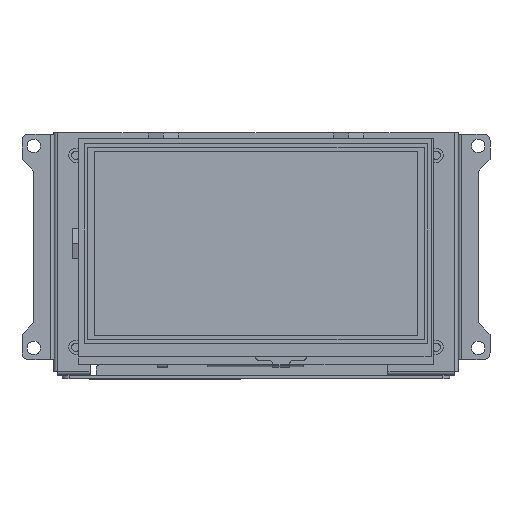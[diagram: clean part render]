
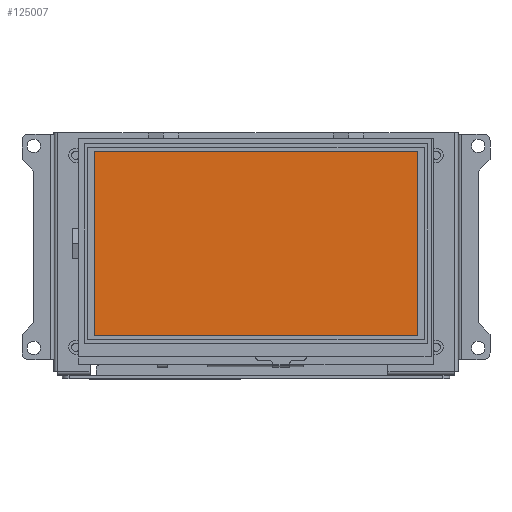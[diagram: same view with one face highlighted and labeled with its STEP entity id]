
A CAD part, top view. The second image highlights one B-rep face of the part: STEP entity #125007.
In plain terms, the highlighted planar face has unit normal (0, 0, 1).
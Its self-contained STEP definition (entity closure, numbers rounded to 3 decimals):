
#3049=PLANE('',#132195);
#10950=FACE_OUTER_BOUND('',#17763,.T.);
#17763=EDGE_LOOP('',(#101382,#101383,#101384,#101385));
#28040=LINE('',#195658,#43065);
#28041=LINE('',#195660,#43066);
#28042=LINE('',#195662,#43067);
#28043=LINE('',#195663,#43068);
#43065=VECTOR('',#151077,10.);
#43066=VECTOR('',#151078,10.);
#43067=VECTOR('',#151079,10.);
#43068=VECTOR('',#151080,10.);
#59428=VERTEX_POINT('',#195656);
#59429=VERTEX_POINT('',#195657);
#59430=VERTEX_POINT('',#195659);
#59431=VERTEX_POINT('',#195661);
#74561=EDGE_CURVE('',#59428,#59429,#28040,.T.);
#74562=EDGE_CURVE('',#59429,#59430,#28041,.T.);
#74563=EDGE_CURVE('',#59430,#59431,#28042,.T.);
#74564=EDGE_CURVE('',#59431,#59428,#28043,.T.);
#101382=ORIENTED_EDGE('',*,*,#74561,.T.);
#101383=ORIENTED_EDGE('',*,*,#74562,.T.);
#101384=ORIENTED_EDGE('',*,*,#74563,.T.);
#101385=ORIENTED_EDGE('',*,*,#74564,.T.);
#125007=ADVANCED_FACE('',(#10950),#3049,.T.);
#132195=AXIS2_PLACEMENT_3D('',#195655,#151075,#151076);
#151075=DIRECTION('center_axis',(0.,0.,1.));
#151076=DIRECTION('ref_axis',(0.,-1.,0.));
#151077=DIRECTION('',(1.,0.,0.));
#151078=DIRECTION('',(0.,1.,0.));
#151079=DIRECTION('',(-1.,0.,0.));
#151080=DIRECTION('',(0.,-1.,0.));
#195655=CARTESIAN_POINT('Origin',(-0.385,-33.69,
4.06));
#195656=CARTESIAN_POINT('',(-48.07,-27.456,4.06));
#195657=CARTESIAN_POINT('',(47.97,-27.456,4.06));
#195658=CARTESIAN_POINT('',(-24.228,-27.456,4.06));
#195659=CARTESIAN_POINT('',(47.97,27.4,4.06));
#195660=CARTESIAN_POINT('',(47.97,-30.573,4.06));
#195661=CARTESIAN_POINT('',(-48.07,27.4,4.06));
#195662=CARTESIAN_POINT('',(23.793,27.4,4.06));
#195663=CARTESIAN_POINT('',(-48.07,-3.145,4.06));
